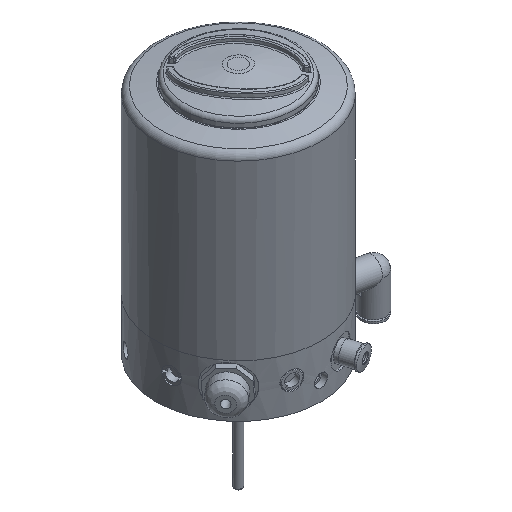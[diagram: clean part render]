
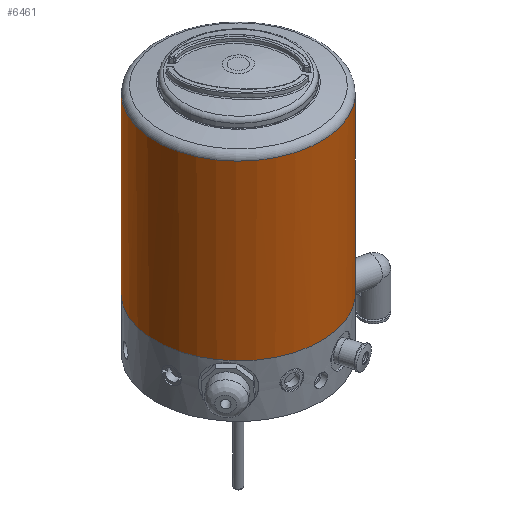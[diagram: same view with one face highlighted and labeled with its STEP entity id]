
A CAD part, isometric view. The second image highlights one B-rep face of the part: STEP entity #6461.
In plain terms, the highlighted cylindrical face has radius 42.5 mm (diameter 85 mm), a full revolution.
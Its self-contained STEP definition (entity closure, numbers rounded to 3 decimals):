
#361=FACE_BOUND('',#1641,.T.);
#537=CYLINDRICAL_SURFACE('',#7004,42.5);
#770=CIRCLE('',#7003,42.5);
#771=CIRCLE('',#7005,42.5);
#772=CIRCLE('',#7006,42.5);
#1152=FACE_OUTER_BOUND('',#1640,.T.);
#1640=EDGE_LOOP('',(#4471,#4472));
#1641=EDGE_LOOP('',(#4473));
#2818=VERTEX_POINT('',#9936);
#2819=VERTEX_POINT('',#9939);
#2820=VERTEX_POINT('',#9940);
#3464=EDGE_CURVE('',#2818,#2818,#770,.T.);
#3465=EDGE_CURVE('',#2819,#2820,#771,.T.);
#3466=EDGE_CURVE('',#2820,#2819,#772,.T.);
#4471=ORIENTED_EDGE('',*,*,#3465,.F.);
#4472=ORIENTED_EDGE('',*,*,#3466,.F.);
#4473=ORIENTED_EDGE('',*,*,#3464,.T.);
#6461=ADVANCED_FACE('',(#1152,#361),#537,.T.);
#7003=AXIS2_PLACEMENT_3D('',#9937,#8101,#8102);
#7004=AXIS2_PLACEMENT_3D('',#9938,#8103,#8104);
#7005=AXIS2_PLACEMENT_3D('',#9941,#8105,#8106);
#7006=AXIS2_PLACEMENT_3D('',#9942,#8107,#8108);
#8101=DIRECTION('center_axis',(0.,0.,
-1.));
#8102=DIRECTION('ref_axis',(-0.719,-0.695,0.));
#8103=DIRECTION('center_axis',(0.,0.,
-1.));
#8104=DIRECTION('ref_axis',(-0.719,-0.695,0.));
#8105=DIRECTION('center_axis',(0.,0.,-1.));
#8106=DIRECTION('ref_axis',(-1.,0.,0.));
#8107=DIRECTION('center_axis',(0.,0.,-1.));
#8108=DIRECTION('ref_axis',(-1.,0.,0.));
#9936=CARTESIAN_POINT('',(-30.572,-29.523,115.771));
#9937=CARTESIAN_POINT('Origin',(0.,0.,
115.771));
#9938=CARTESIAN_POINT('Origin',(0.,0.,
71.385));
#9939=CARTESIAN_POINT('',(-30.572,-29.523,27.));
#9940=CARTESIAN_POINT('',(42.5,0.,27.));
#9941=CARTESIAN_POINT('Origin',(0.,0.,27.));
#9942=CARTESIAN_POINT('Origin',(0.,0.,27.));
